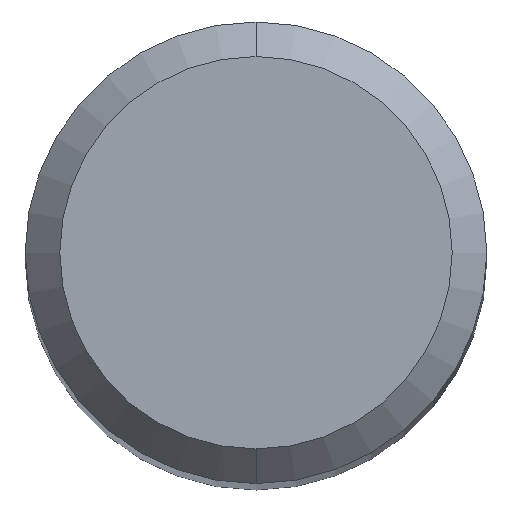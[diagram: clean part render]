
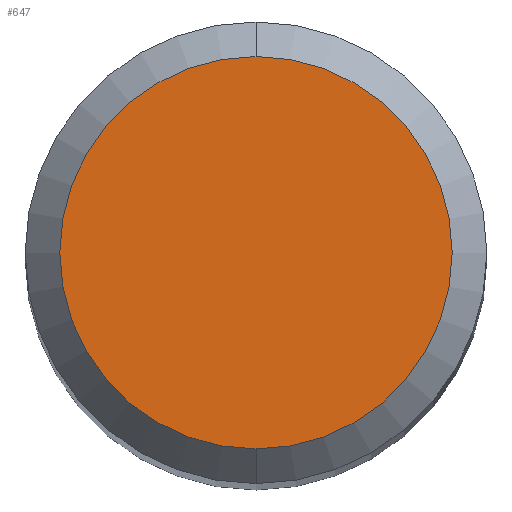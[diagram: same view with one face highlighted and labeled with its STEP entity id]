
A CAD part, top view. The second image highlights one B-rep face of the part: STEP entity #647.
In plain terms, the highlighted planar face has unit normal (0, 0, 1).
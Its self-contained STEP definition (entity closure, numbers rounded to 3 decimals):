
#523=EDGE_CURVE('',#1007,#599,#1333,.T.);
#527=EDGE_CURVE('',#599,#1007,#1337,.T.);
#599=VERTEX_POINT('',#1417);
#647=ADVANCED_FACE('',(#1468),#1469,.T.);
#1007=VERTEX_POINT('',#1859);
#1333=CIRCLE('',#2387,1.7);
#1337=CIRCLE('',#2392,1.7);
#1417=CARTESIAN_POINT('',(0.0,1.7,0.0));
#1468=FACE_OUTER_BOUND('',#2962,.T.);
#1469=PLANE('',#2963);
#1859=CARTESIAN_POINT('',(0.,-1.7,0.0));
#2387=AXIS2_PLACEMENT_3D('',#5358,#5359,#5360);
#2392=AXIS2_PLACEMENT_3D('',#5361,#5362,#5363);
#2962=EDGE_LOOP('',(#5508,#5509));
#2963=AXIS2_PLACEMENT_3D('',#5510,#5511,#5512);
#5358=CARTESIAN_POINT('',(0.0,0.0,0.0));
#5359=DIRECTION('',(0.0,0.0,-1.0));
#5360=DIRECTION('',(0.0,1.0,0.0));
#5361=CARTESIAN_POINT('',(0.0,0.0,0.0));
#5362=DIRECTION('',(0.0,0.0,-1.0));
#5363=DIRECTION('',(0.0,1.0,0.0));
#5508=ORIENTED_EDGE('',*,*,#527,.F.);
#5509=ORIENTED_EDGE('',*,*,#523,.F.);
#5510=CARTESIAN_POINT('',(0.0,0.85,0.0));
#5511=DIRECTION('',(-0.0,0.0,1.0));
#5512=DIRECTION('',(0.0,-1.0,0.0));
